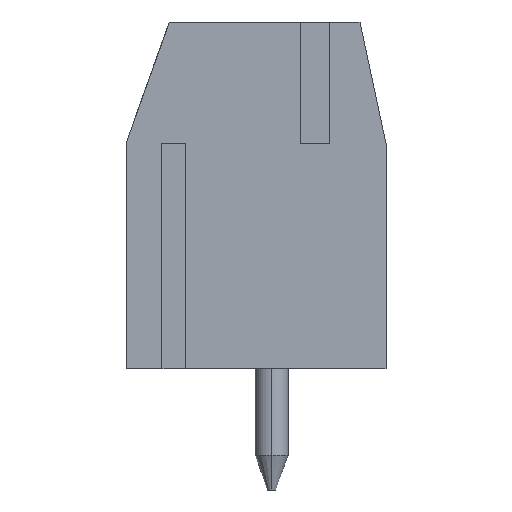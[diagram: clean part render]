
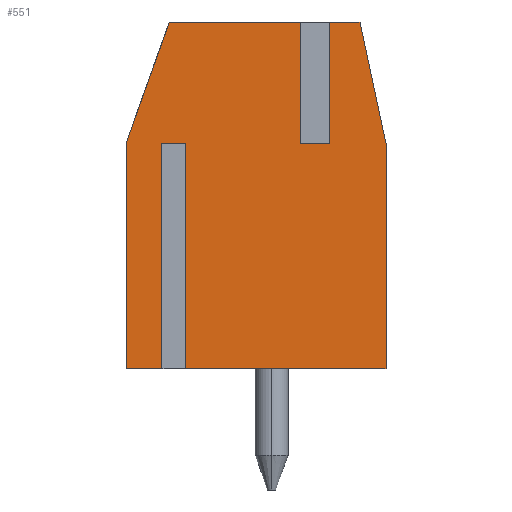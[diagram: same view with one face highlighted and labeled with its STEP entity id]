
A CAD part, left-side view. The second image highlights one B-rep face of the part: STEP entity #551.
In plain terms, the highlighted planar face has unit normal (-1, 0, 0).
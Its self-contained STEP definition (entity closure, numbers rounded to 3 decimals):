
#551=ADVANCED_FACE('',(#1191),#1192,.T.);
#1191=FACE_OUTER_BOUND('',#1966,.T.);
#1192=PLANE('',#1967);
#1966=EDGE_LOOP('',(#3406,#3407,#3408,#3409,#3410,#3411,#3412,#3413,#3414,#3415,#3416,#3417,#3418,#3419));
#1967=AXIS2_PLACEMENT_3D('',#3420,#3421,#3422);
#3406=ORIENTED_EDGE('',*,*,#5131,.F.);
#3407=ORIENTED_EDGE('',*,*,#5003,.F.);
#3408=ORIENTED_EDGE('',*,*,#5132,.T.);
#3409=ORIENTED_EDGE('',*,*,#5133,.T.);
#3410=ORIENTED_EDGE('',*,*,#5134,.T.);
#3411=ORIENTED_EDGE('',*,*,#5063,.T.);
#3412=ORIENTED_EDGE('',*,*,#5135,.T.);
#3413=ORIENTED_EDGE('',*,*,#4954,.F.);
#3414=ORIENTED_EDGE('',*,*,#4985,.F.);
#3415=ORIENTED_EDGE('',*,*,#5136,.T.);
#3416=ORIENTED_EDGE('',*,*,#5137,.T.);
#3417=ORIENTED_EDGE('',*,*,#5138,.T.);
#3418=ORIENTED_EDGE('',*,*,#4876,.T.);
#3419=ORIENTED_EDGE('',*,*,#5139,.T.);
#3420=CARTESIAN_POINT('',(-5.0,0.0,0.0));
#3421=DIRECTION('',(-1.0,0.0,0.0));
#3422=DIRECTION('',(0.0,0.0,1.0));
#4876=EDGE_CURVE('',#5964,#5965,#5966,.F.);
#4954=EDGE_CURVE('',#6087,#6082,#6089,.T.);
#4985=EDGE_CURVE('',#6142,#6087,#6143,.T.);
#5003=EDGE_CURVE('',#6170,#6171,#6172,.T.);
#5063=EDGE_CURVE('',#6260,#6261,#6262,.T.);
#5131=EDGE_CURVE('',#6171,#6359,#6360,.T.);
#5132=EDGE_CURVE('',#6170,#6361,#6362,.T.);
#5133=EDGE_CURVE('',#6361,#6363,#6364,.T.);
#5134=EDGE_CURVE('',#6363,#6260,#6365,.F.);
#5135=EDGE_CURVE('',#6261,#6082,#6366,.T.);
#5136=EDGE_CURVE('',#6142,#6367,#6368,.T.);
#5137=EDGE_CURVE('',#6367,#6369,#6370,.T.);
#5138=EDGE_CURVE('',#6369,#5964,#6371,.T.);
#5139=EDGE_CURVE('',#5965,#6359,#6372,.T.);
#5964=VERTEX_POINT('',#7503);
#5965=VERTEX_POINT('',#7504);
#5966=LINE('',#7505,#7506);
#6082=VERTEX_POINT('',#7658);
#6087=VERTEX_POINT('',#7665);
#6089=LINE('',#7668,#7669);
#6142=VERTEX_POINT('',#7740);
#6143=LINE('',#7741,#7742);
#6170=VERTEX_POINT('',#7779);
#6171=VERTEX_POINT('',#7780);
#6172=LINE('',#7781,#7782);
#6260=VERTEX_POINT('',#7906);
#6261=VERTEX_POINT('',#7907);
#6262=LINE('',#7908,#7909);
#6359=VERTEX_POINT('',#8040);
#6360=LINE('',#8041,#8042);
#6361=VERTEX_POINT('',#8043);
#6362=LINE('',#8044,#8045);
#6363=VERTEX_POINT('',#8046);
#6364=LINE('',#8047,#8048);
#6365=LINE('',#8049,#8050);
#6366=LINE('',#8051,#8052);
#6367=VERTEX_POINT('',#8053);
#6368=LINE('',#8054,#8055);
#6369=VERTEX_POINT('',#8056);
#6370=LINE('',#8057,#8058);
#6371=LINE('',#8059,#8060);
#6372=LINE('',#8061,#8062);
#7503=CARTESIAN_POINT('',(-5.0,-3.75,1.5));
#7504=CARTESIAN_POINT('',(-5.0,-3.0,5.0));
#7505=CARTESIAN_POINT('',(-5.0,-3.893,0.834));
#7506=VECTOR('',#8949,1000.0);
#7658=CARTESIAN_POINT('',(-5.0,2.725,-5.0));
#7665=CARTESIAN_POINT('',(-5.0,2.725,1.5));
#7668=CARTESIAN_POINT('',(-5.0,2.725,1.5));
#7669=VECTOR('',#9049,1000.0);
#7740=CARTESIAN_POINT('',(-5.0,2.025,1.5));
#7741=CARTESIAN_POINT('',(-5.0,2.025,1.5));
#7742=VECTOR('',#9083,1000.0);
#7779=CARTESIAN_POINT('',(-5.0,-1.35,1.5));
#7780=CARTESIAN_POINT('',(-5.0,-2.05,1.5));
#7781=CARTESIAN_POINT('',(-5.0,-1.35,1.5));
#7782=VECTOR('',#9104,1000.0);
#7906=CARTESIAN_POINT('',(-5.0,3.75,1.5));
#7907=CARTESIAN_POINT('',(-5.0,3.75,-5.0));
#7908=CARTESIAN_POINT('',(-5.0,3.75,5.0));
#7909=VECTOR('',#9174,1000.0);
#8040=CARTESIAN_POINT('',(-5.0,-2.05,5.0));
#8041=CARTESIAN_POINT('',(-5.0,-2.05,1.5));
#8042=VECTOR('',#9260,1000.0);
#8043=CARTESIAN_POINT('',(-5.0,-1.35,5.0));
#8044=CARTESIAN_POINT('',(-5.0,-1.35,1.5));
#8045=VECTOR('',#9261,1000.0);
#8046=CARTESIAN_POINT('',(-5.0,2.5,5.0));
#8047=CARTESIAN_POINT('',(-5.0,-3.75,5.0));
#8048=VECTOR('',#9262,1000.0);
#8049=CARTESIAN_POINT('',(-5.0,3.801,1.357));
#8050=VECTOR('',#9263,1000.0);
#8051=CARTESIAN_POINT('',(-5.0,3.75,-5.0));
#8052=VECTOR('',#9264,1000.0);
#8053=CARTESIAN_POINT('',(-5.0,2.025,-5.0));
#8054=CARTESIAN_POINT('',(-5.0,2.025,1.5));
#8055=VECTOR('',#9265,1000.0);
#8056=CARTESIAN_POINT('',(-5.0,-3.75,-5.0));
#8057=CARTESIAN_POINT('',(-5.0,3.75,-5.0));
#8058=VECTOR('',#9266,1000.0);
#8059=CARTESIAN_POINT('',(-5.0,-3.75,-5.0));
#8060=VECTOR('',#9267,1000.0);
#8061=CARTESIAN_POINT('',(-5.0,-3.75,5.0));
#8062=VECTOR('',#9268,1000.0);
#8949=DIRECTION('',(0.0,-0.21,-0.978));
#9049=DIRECTION('',(0.0,0.,-1.0));
#9083=DIRECTION('',(0.0,1.0,0.));
#9104=DIRECTION('',(0.0,-1.0,0.));
#9174=DIRECTION('',(0.0,0.,-1.0));
#9260=DIRECTION('',(0.0,0.,1.0));
#9261=DIRECTION('',(0.0,0.,1.0));
#9262=DIRECTION('',(0.0,1.0,0.));
#9263=DIRECTION('',(0.0,-0.336,0.942));
#9264=DIRECTION('',(0.0,-1.0,0.));
#9265=DIRECTION('',(0.0,0.,-1.0));
#9266=DIRECTION('',(0.0,-1.0,0.));
#9267=DIRECTION('',(0.0,0.,1.0));
#9268=DIRECTION('',(0.0,1.0,0.));
